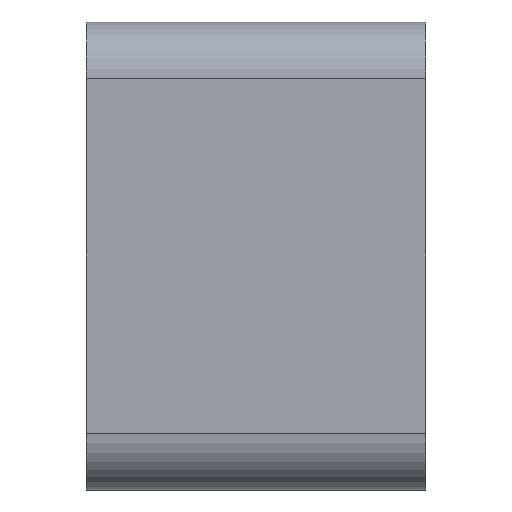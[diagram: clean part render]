
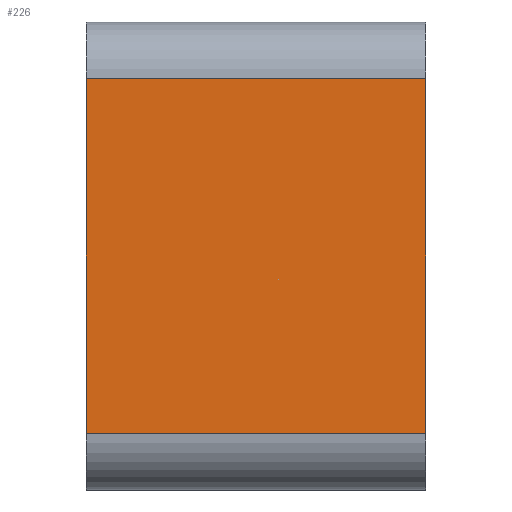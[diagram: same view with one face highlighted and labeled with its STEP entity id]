
A CAD part, front view. The second image highlights one B-rep face of the part: STEP entity #226.
In plain terms, the highlighted planar face has unit normal (0, -1, 0).
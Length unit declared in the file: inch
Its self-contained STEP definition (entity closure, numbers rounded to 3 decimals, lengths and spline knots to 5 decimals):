
#34 = VECTOR ( 'NONE', #328, 39.37008 ) ;
#50 = LINE ( 'NONE', #673, #177 ) ;
#68 = CARTESIAN_POINT ( 'NONE',  ( -0.5625, 0., -0.65 ) ) ;
#88 = CARTESIAN_POINT ( 'NONE',  ( -0.5625, 0., 0.5875 ) ) ;
#90 = EDGE_CURVE ( 'NONE', #344, #291, #576, .T. ) ;
#96 = DIRECTION ( 'NONE',  ( 0., 0., 1. ) ) ;
#110 = ORIENTED_EDGE ( 'NONE', *, *, #197, .F. ) ;
#120 = LINE ( 'NONE', #68, #359 ) ;
#123 = CARTESIAN_POINT ( 'NONE',  ( 0.5625, 0., -0.5875 ) ) ;
#134 = ORIENTED_EDGE ( 'NONE', *, *, #90, .T. ) ;
#139 = VECTOR ( 'NONE', #750, 39.37008 ) ;
#165 = VERTEX_POINT ( 'NONE', #88 ) ;
#177 = VECTOR ( 'NONE', #630, 39.37008 ) ;
#197 = EDGE_CURVE ( 'NONE', #521, #165, #120, .T. ) ;
#226 = ADVANCED_FACE ( 'NONE', ( #478 ), #540, .T. ) ;
#227 = CARTESIAN_POINT ( 'NONE',  ( -0.5625, 0., -0.5875 ) ) ;
#288 = CARTESIAN_POINT ( 'NONE',  ( 0.5625, 0., -0.5875 ) ) ;
#291 = VERTEX_POINT ( 'NONE', #449 ) ;
#328 = DIRECTION ( 'NONE',  ( 0., 0., 1. ) ) ;
#344 = VERTEX_POINT ( 'NONE', #123 ) ;
#357 = CARTESIAN_POINT ( 'NONE',  ( 0.5625, 0., -0.65 ) ) ;
#359 = VECTOR ( 'NONE', #96, 39.37008 ) ;
#382 = AXIS2_PLACEMENT_3D ( 'NONE', #534, #459, #513 ) ;
#449 = CARTESIAN_POINT ( 'NONE',  ( 0.5625, 0., 0.5875 ) ) ;
#459 = DIRECTION ( 'NONE',  ( 0., -1., 0. ) ) ;
#478 = FACE_OUTER_BOUND ( 'NONE', #685, .T. ) ;
#513 = DIRECTION ( 'NONE',  ( 0., 0., -1. ) ) ;
#521 = VERTEX_POINT ( 'NONE', #227 ) ;
#533 = ORIENTED_EDGE ( 'NONE', *, *, #676, .F. ) ;
#534 = CARTESIAN_POINT ( 'NONE',  ( 0.5625, 0., -0.65 ) ) ;
#540 = PLANE ( 'NONE',  #382 ) ;
#561 = LINE ( 'NONE', #288, #139 ) ;
#576 = LINE ( 'NONE', #357, #34 ) ;
#630 = DIRECTION ( 'NONE',  ( 1., 0., 0. ) ) ;
#634 = EDGE_CURVE ( 'NONE', #165, #291, #50, .T. ) ;
#673 = CARTESIAN_POINT ( 'NONE',  ( 0.5625, 0., 0.5875 ) ) ;
#676 = EDGE_CURVE ( 'NONE', #344, #521, #561, .T. ) ;
#685 = EDGE_LOOP ( 'NONE', ( #110, #533, #134, #734 ) ) ;
#734 = ORIENTED_EDGE ( 'NONE', *, *, #634, .F. ) ;
#750 = DIRECTION ( 'NONE',  ( -1., 0., 0. ) ) ;
